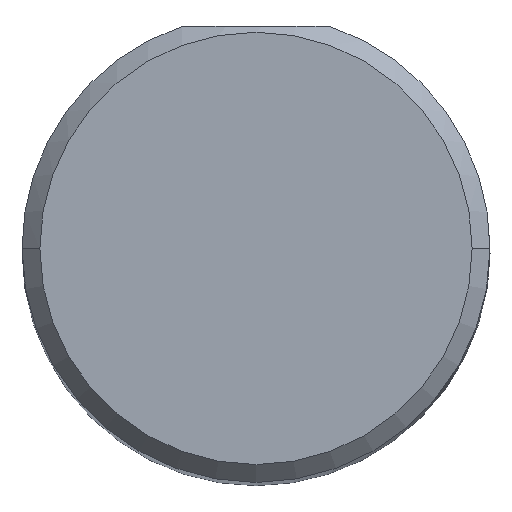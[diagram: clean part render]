
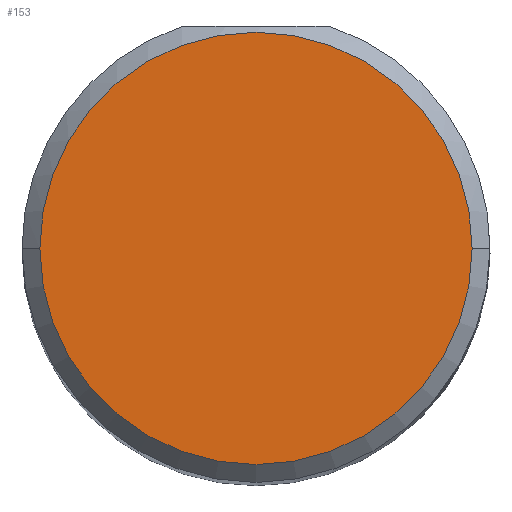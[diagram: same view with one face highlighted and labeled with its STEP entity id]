
A CAD part, top view. The second image highlights one B-rep face of the part: STEP entity #153.
In plain terms, the highlighted planar face has unit normal (0, 0, 1).
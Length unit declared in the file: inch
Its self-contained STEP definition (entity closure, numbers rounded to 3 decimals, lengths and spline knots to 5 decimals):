
#8 = AXIS2_PLACEMENT_3D ( 'NONE', #493, #414, #177 ) ;
#25 = CARTESIAN_POINT ( 'NONE',  ( -0.18185, 0., 2.83465 ) ) ;
#43 = EDGE_CURVE ( 'NONE', #157, #174, #365, .T. ) ;
#86 = EDGE_LOOP ( 'NONE', ( #169, #413 ) ) ;
#102 = FACE_OUTER_BOUND ( 'NONE', #86, .T. ) ;
#105 = AXIS2_PLACEMENT_3D ( 'NONE', #272, #275, #361 ) ;
#108 = PLANE ( 'NONE',  #105 ) ;
#151 = EDGE_CURVE ( 'NONE', #174, #157, #401, .T. ) ;
#153 = ADVANCED_FACE ( 'NONE', ( #102 ), #108, .T. ) ;
#157 = VERTEX_POINT ( 'NONE', #25 ) ;
#169 = ORIENTED_EDGE ( 'NONE', *, *, #43, .T. ) ;
#174 = VERTEX_POINT ( 'NONE', #431 ) ;
#177 = DIRECTION ( 'NONE',  ( 1., 0., 0. ) ) ;
#272 = CARTESIAN_POINT ( 'NONE',  ( 0., 0., 2.83465 ) ) ;
#275 = DIRECTION ( 'NONE',  ( 0., 0., 1. ) ) ;
#315 = DIRECTION ( 'NONE',  ( 1., 0., 0. ) ) ;
#318 = CARTESIAN_POINT ( 'NONE',  ( 0., 0., 2.83465 ) ) ;
#360 = DIRECTION ( 'NONE',  ( 0., 0., 1. ) ) ;
#361 = DIRECTION ( 'NONE',  ( 1., 0., 0. ) ) ;
#365 = CIRCLE ( 'NONE', #8, 0.18185 ) ;
#370 = AXIS2_PLACEMENT_3D ( 'NONE', #318, #360, #315 ) ;
#401 = CIRCLE ( 'NONE', #370, 0.18185 ) ;
#413 = ORIENTED_EDGE ( 'NONE', *, *, #151, .T. ) ;
#414 = DIRECTION ( 'NONE',  ( 0., 0., 1. ) ) ;
#431 = CARTESIAN_POINT ( 'NONE',  ( 0.18185, 0., 2.83465 ) ) ;
#493 = CARTESIAN_POINT ( 'NONE',  ( 0., 0., 2.83465 ) ) ;
